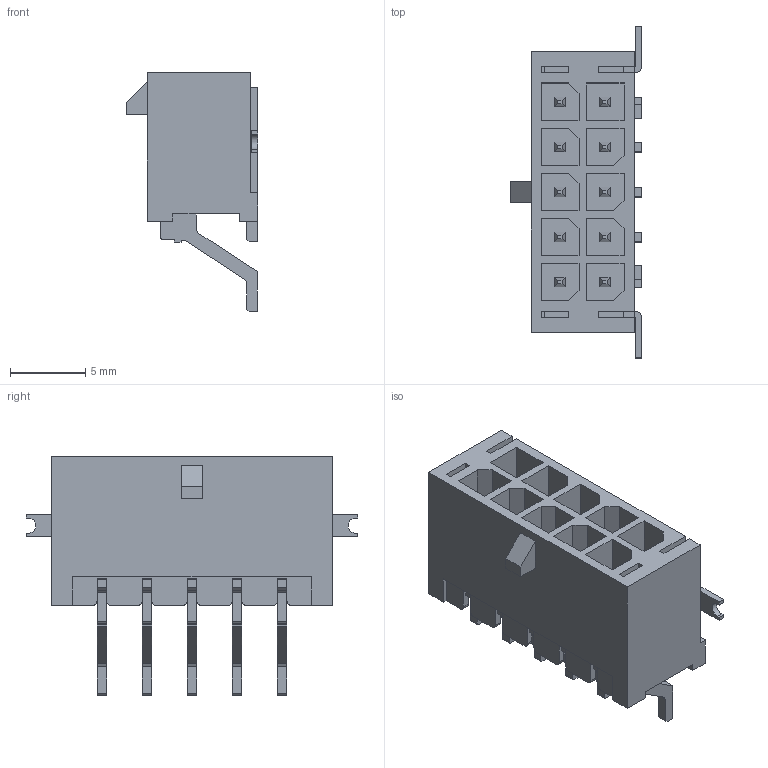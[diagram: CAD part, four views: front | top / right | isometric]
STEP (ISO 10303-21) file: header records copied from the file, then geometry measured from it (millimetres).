
FILE_DESCRIPTION(/* description */ ('Unknown'),/* implementation_level */ '2;1');
FILE_NAME(/* name */ '662110231722',/* time_stamp */ '2020-01-31T15:50:33+01:00',/* author */ ('Unknown'),/* organization */ ('Unknown'),/* preprocessor_version */ 'ST-DEVELOPER v16.7',/* originating_system */ 'DEX',/* authorisation */ $);
FILE_SCHEMA (('AUTOMOTIVE_DESIGN {1 0 10303 214 3 1 1}'));
Length unit declared in the file: millimetre
Products named in the file (5): 6621xx231722; 662010231722; 6620xx231722_PATTE; 6620xx231722_PIN_COURTE; 6620xx231722_PIN_LONGUE
Assembly tree (13 placements, depth 2):
  6621xx231722
    662010231722
    6620xx231722_PATTE  x2
    6620xx231722_PIN_COURTE  x5
    6620xx231722_PIN_LONGUE  x5
Bounding box: 8.76 x 22.1 x 15.9 mm (x, y, z)
Volume: 850.7 mm3; surface area: 2263.1 mm2
Topology: 13 solids, 13 shells, 563 faces, 1580 edges, 1040 vertices
Faces by surface type: plane 502, cylinder 61
Entity records: 10726 total; most frequent: CARTESIAN_POINT 1899, ORIENTED_EDGE 1880, DIRECTION 1670, EDGE_CURVE 940, LINE 880, VECTOR 880, VERTEX_POINT 624, AXIS2_PLACEMENT_3D 395
